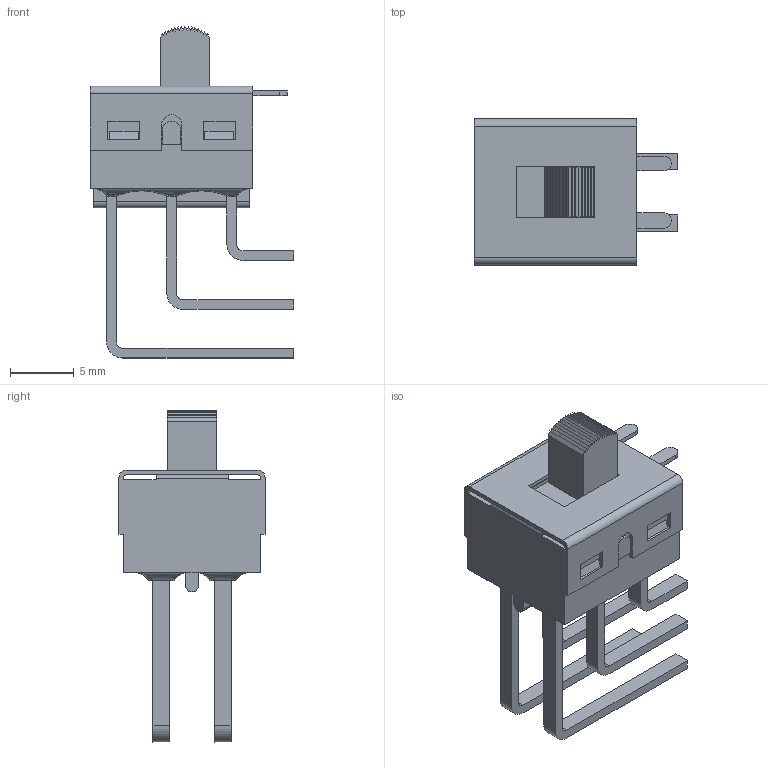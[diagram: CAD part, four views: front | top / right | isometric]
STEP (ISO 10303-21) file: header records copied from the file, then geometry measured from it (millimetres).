
FILE_DESCRIPTION((' '),'2;1');
FILE_NAME('500SDPxS1M7xEA.stp','2017-07-31T16:06:35',(' '),(' '),' ','ACIS',' ');
FILE_SCHEMA(('CONFIG_CONTROL_DESIGN'));
Length unit declared in the file: inch
Products named in the file (1): 500SDPxS1M7xEA.stp
Bounding box: 15.88 x 11.43 x 25.96 mm (x, y, z)
Volume: 749.3 mm3; surface area: 1936.4 mm2
Topology: 1 solids, 1 shells, 264 faces, 772 edges, 516 vertices
Faces by surface type: plane 208, cylinder 38, bspline 16, cone 2
Full cylindrical faces by diameter (mm): 2.4 x1
Entity records: 9621 total; most frequent: CARTESIAN_POINT 2530, ORIENTED_EDGE 1540, DIRECTION 1333, EDGE_CURVE 770, VECTOR 603, LINE 603, VERTEX_POINT 515, AXIS2_PLACEMENT_3D 365
